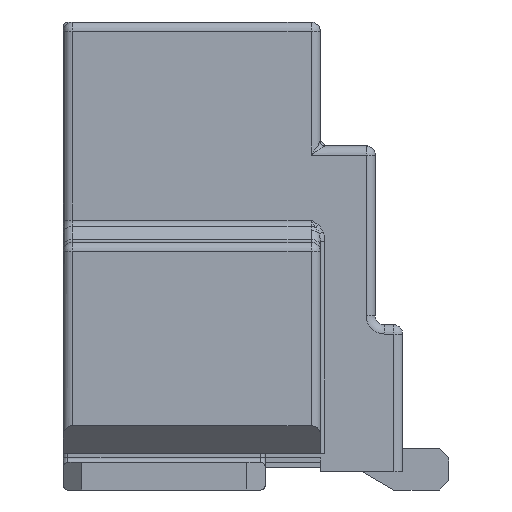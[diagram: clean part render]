
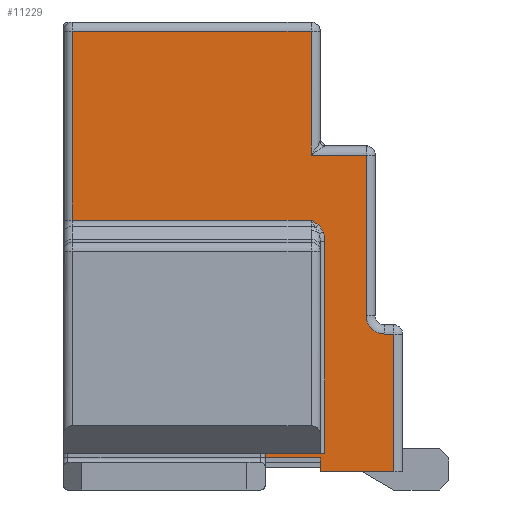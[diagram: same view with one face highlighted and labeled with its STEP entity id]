
A CAD part, left-side view. The second image highlights one B-rep face of the part: STEP entity #11229.
In plain terms, the highlighted planar face has unit normal (-1, 0, 0).
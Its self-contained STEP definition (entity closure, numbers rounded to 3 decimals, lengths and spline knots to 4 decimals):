
#67=B_SPLINE_CURVE_WITH_KNOTS('',3,(#17790,#17791,#17792,#17793,#17794,
#17795),.UNSPECIFIED.,.F.,.F.,(4,2,4),(-0.009,0.,0.0001),
 .UNSPECIFIED.);
#553=CIRCLE('',#12121,0.2);
#785=ELLIPSE('',#12110,0.2121,0.15);
#787=ELLIPSE('',#12115,0.2121,0.15);
#1328=FACE_OUTER_BOUND('',#2028,.T.);
#2028=EDGE_LOOP('',(#8542,#8543,#8544,#8545,#8546,#8547,#8548,#8549,#8550,
#8551,#8552,#8553,#8554,#8555,#8556,#8557,#8558,#8559,#8560,#8561));
#2837=LINE('',#16810,#3902);
#2949=LINE('',#17835,#4014);
#2950=LINE('',#17863,#4015);
#2951=LINE('',#17865,#4016);
#2952=LINE('',#17867,#4017);
#2953=LINE('',#17869,#4018);
#2954=LINE('',#17871,#4019);
#2955=LINE('',#17873,#4020);
#2956=LINE('',#17875,#4021);
#2957=LINE('',#17877,#4022);
#2958=LINE('',#17881,#4023);
#2959=LINE('',#17883,#4024);
#2960=LINE('',#17885,#4025);
#2961=LINE('',#17887,#4026);
#2962=LINE('',#17889,#4027);
#2963=LINE('',#17890,#4028);
#3902=VECTOR('',#13642,0.2);
#4014=VECTOR('',#14038,2.3086);
#4015=VECTOR('',#14051,2.85);
#4016=VECTOR('',#14052,0.7);
#4017=VECTOR('',#14053,0.15);
#4018=VECTOR('',#14054,2.1);
#4019=VECTOR('',#14055,0.15);
#4020=VECTOR('',#14056,0.8);
#4021=VECTOR('',#14057,1.5);
#4022=VECTOR('',#14058,0.1);
#4023=VECTOR('',#14061,1.75);
#4024=VECTOR('',#14062,0.6);
#4025=VECTOR('',#14063,1.35);
#4026=VECTOR('',#14064,2.6);
#4027=VECTOR('',#14065,2.0586);
#4028=VECTOR('',#14066,2.6);
#4910=VERTEX_POINT('',#16807);
#4911=VERTEX_POINT('',#16809);
#5040=VERTEX_POINT('',#17787);
#5041=VERTEX_POINT('',#17789);
#5043=VERTEX_POINT('',#17823);
#5044=VERTEX_POINT('',#17828);
#5047=VERTEX_POINT('',#17833);
#5049=VERTEX_POINT('',#17864);
#5050=VERTEX_POINT('',#17866);
#5051=VERTEX_POINT('',#17868);
#5052=VERTEX_POINT('',#17870);
#5053=VERTEX_POINT('',#17872);
#5054=VERTEX_POINT('',#17874);
#5055=VERTEX_POINT('',#17876);
#5056=VERTEX_POINT('',#17878);
#5057=VERTEX_POINT('',#17880);
#5058=VERTEX_POINT('',#17882);
#5059=VERTEX_POINT('',#17884);
#5060=VERTEX_POINT('',#17886);
#5061=VERTEX_POINT('',#17888);
#6091=EDGE_CURVE('',#4910,#4911,#2837,.T.);
#6293=EDGE_CURVE('',#5040,#5041,#67,.T.);
#6296=EDGE_CURVE('',#5043,#5040,#785,.T.);
#6301=EDGE_CURVE('',#5047,#5044,#2949,.T.);
#6302=EDGE_CURVE('',#5044,#5043,#787,.T.);
#6306=EDGE_CURVE('',#5047,#4911,#2950,.T.);
#6307=EDGE_CURVE('',#4910,#5049,#2951,.T.);
#6308=EDGE_CURVE('',#5049,#5050,#2952,.T.);
#6309=EDGE_CURVE('',#5050,#5051,#2953,.T.);
#6310=EDGE_CURVE('',#5052,#5051,#2954,.T.);
#6311=EDGE_CURVE('',#5052,#5053,#2955,.T.);
#6312=EDGE_CURVE('',#5054,#5053,#2956,.T.);
#6313=EDGE_CURVE('',#5055,#5054,#2957,.T.);
#6314=EDGE_CURVE('',#5056,#5055,#553,.T.);
#6315=EDGE_CURVE('',#5057,#5056,#2958,.T.);
#6316=EDGE_CURVE('',#5058,#5057,#2959,.T.);
#6317=EDGE_CURVE('',#5059,#5058,#2960,.T.);
#6318=EDGE_CURVE('',#5060,#5059,#2961,.T.);
#6319=EDGE_CURVE('',#5061,#5060,#2962,.T.);
#6320=EDGE_CURVE('',#5041,#5061,#2963,.T.);
#8542=ORIENTED_EDGE('',*,*,#6293,.F.);
#8543=ORIENTED_EDGE('',*,*,#6296,.F.);
#8544=ORIENTED_EDGE('',*,*,#6302,.F.);
#8545=ORIENTED_EDGE('',*,*,#6301,.F.);
#8546=ORIENTED_EDGE('',*,*,#6306,.T.);
#8547=ORIENTED_EDGE('',*,*,#6091,.F.);
#8548=ORIENTED_EDGE('',*,*,#6307,.T.);
#8549=ORIENTED_EDGE('',*,*,#6308,.T.);
#8550=ORIENTED_EDGE('',*,*,#6309,.T.);
#8551=ORIENTED_EDGE('',*,*,#6310,.F.);
#8552=ORIENTED_EDGE('',*,*,#6311,.T.);
#8553=ORIENTED_EDGE('',*,*,#6312,.F.);
#8554=ORIENTED_EDGE('',*,*,#6313,.F.);
#8555=ORIENTED_EDGE('',*,*,#6314,.F.);
#8556=ORIENTED_EDGE('',*,*,#6315,.F.);
#8557=ORIENTED_EDGE('',*,*,#6316,.F.);
#8558=ORIENTED_EDGE('',*,*,#6317,.F.);
#8559=ORIENTED_EDGE('',*,*,#6318,.F.);
#8560=ORIENTED_EDGE('',*,*,#6319,.F.);
#8561=ORIENTED_EDGE('',*,*,#6320,.F.);
#10776=PLANE('',#12120);
#11229=ADVANCED_FACE('',(#1328),#10776,.T.);
#12110=AXIS2_PLACEMENT_3D('',#17825,#14027,#14028);
#12115=AXIS2_PLACEMENT_3D('',#17856,#14039,#14040);
#12120=AXIS2_PLACEMENT_3D('',#17862,#14049,#14050);
#12121=AXIS2_PLACEMENT_3D('',#17879,#14059,#14060);
#13642=DIRECTION('',(0.,1.,0.));
#14027=DIRECTION('center_axis',(-1.,0.,0.));
#14028=DIRECTION('ref_axis',(0.,1.,0.));
#14038=DIRECTION('',(0.,1.,0.));
#14039=DIRECTION('center_axis',(-1.,0.,0.));
#14040=DIRECTION('ref_axis',(0.,1.,0.));
#14049=DIRECTION('center_axis',(-1.,0.,0.));
#14050=DIRECTION('ref_axis',(0.,0.,1.));
#14051=DIRECTION('',(0.,0.,-1.));
#14052=DIRECTION('',(0.,0.,1.));
#14053=DIRECTION('',(0.,1.,0.));
#14054=DIRECTION('',(0.,0.,1.));
#14055=DIRECTION('',(0.,1.,0.));
#14056=DIRECTION('',(0.,0.,1.));
#14057=DIRECTION('',(0.,-1.,0.));
#14058=DIRECTION('',(0.,0.,1.));
#14059=DIRECTION('center_axis',(-1.,0.,0.));
#14060=DIRECTION('ref_axis',(0.,-0.707,-0.707));
#14061=DIRECTION('',(0.,-1.,0.));
#14062=DIRECTION('',(0.,0.,1.));
#14063=DIRECTION('',(0.,-1.,0.));
#14064=DIRECTION('',(0.,0.,1.));
#14065=DIRECTION('',(0.,1.,0.));
#14066=DIRECTION('',(0.,0.,-1.));
#16807=CARTESIAN_POINT('',(-3.375,-3.575,-1.6));
#16809=CARTESIAN_POINT('',(-3.375,-3.375,-1.6));
#16810=CARTESIAN_POINT('',(-3.375,-3.675,-1.6));
#17787=CARTESIAN_POINT('',(-3.375,-0.8836,1.1761));
#17789=CARTESIAN_POINT('',(-3.375,-0.8336,1.1));
#17790=CARTESIAN_POINT('Ctrl Pts',(-3.375,-0.8836,1.1761));
#17791=CARTESIAN_POINT('Ctrl Pts',(-3.375,-0.8645,1.1531));
#17792=CARTESIAN_POINT('Ctrl Pts',(-3.375,-0.8492,
1.1271));
#17793=CARTESIAN_POINT('Ctrl Pts',(-3.375,-0.834,1.1008));
#17794=CARTESIAN_POINT('Ctrl Pts',(-3.375,-0.8338,1.1004));
#17795=CARTESIAN_POINT('Ctrl Pts',(-3.375,-0.8336,1.1));
#17823=CARTESIAN_POINT('',(-3.375,-0.9664,1.2323));
#17825=CARTESIAN_POINT('Origin',(-3.375,-1.0664,1.1));
#17828=CARTESIAN_POINT('',(-3.375,-1.0664,1.25));
#17833=CARTESIAN_POINT('',(-3.375,-3.375,1.25));
#17835=CARTESIAN_POINT('',(-3.375,-3.675,1.25));
#17856=CARTESIAN_POINT('Origin',(-3.375,-1.0664,1.1));
#17862=CARTESIAN_POINT('Origin',(-3.375,-3.675,-1.6));
#17863=CARTESIAN_POINT('',(-3.375,-3.375,-1.6));
#17864=CARTESIAN_POINT('',(-3.375,-3.575,-0.9));
#17865=CARTESIAN_POINT('',(-3.375,-3.575,-1.6));
#17866=CARTESIAN_POINT('',(-3.375,-3.425,-0.9));
#17867=CARTESIAN_POINT('',(-3.375,-3.675,-0.9));
#17868=CARTESIAN_POINT('',(-3.375,-3.425,1.2));
#17869=CARTESIAN_POINT('',(-3.375,-3.425,-0.9));
#17870=CARTESIAN_POINT('',(-3.375,-3.575,1.2));
#17871=CARTESIAN_POINT('',(-3.375,-3.675,1.2));
#17872=CARTESIAN_POINT('',(-3.375,-3.575,2.));
#17873=CARTESIAN_POINT('',(-3.375,-3.575,1.2));
#17874=CARTESIAN_POINT('',(-3.375,-2.075,2.));
#17875=CARTESIAN_POINT('',(-3.375,-3.675,2.));
#17876=CARTESIAN_POINT('',(-3.375,-2.075,1.9));
#17877=CARTESIAN_POINT('',(-3.375,-2.075,-0.8));
#17878=CARTESIAN_POINT('',(-3.375,-1.875,1.7));
#17879=CARTESIAN_POINT('Origin',(-3.375,-1.875,1.9));
#17880=CARTESIAN_POINT('',(-3.375,-0.125,1.7));
#17881=CARTESIAN_POINT('',(-3.375,-1.35,1.7));
#17882=CARTESIAN_POINT('',(-3.375,-0.125,1.1));
#17883=CARTESIAN_POINT('',(-3.375,-0.125,0.1));
#17884=CARTESIAN_POINT('',(-3.375,1.225,1.1));
#17885=CARTESIAN_POINT('',(-3.375,-1.35,1.1));
#17886=CARTESIAN_POINT('',(-3.375,1.225,-1.5));
#17887=CARTESIAN_POINT('',(-3.375,1.225,-0.8));
#17888=CARTESIAN_POINT('',(-3.375,-0.8336,-1.5));
#17889=CARTESIAN_POINT('',(-3.375,-3.675,-1.5));
#17890=CARTESIAN_POINT('',(-3.375,-0.8336,-1.6));
